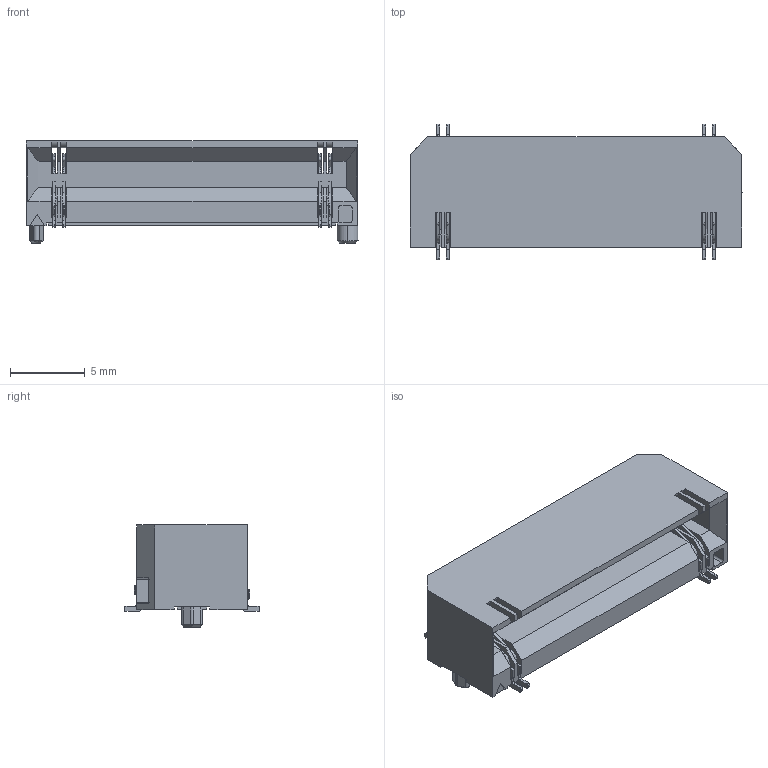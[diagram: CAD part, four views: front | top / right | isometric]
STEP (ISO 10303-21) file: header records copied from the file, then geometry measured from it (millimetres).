
FILE_DESCRIPTION((''),'2;1');
FILE_NAME('SAMTEC_MEC6-130-02-L-D-RA1.stp','2015-06-18T13:51:51',(''),(''),'Mechanical Desktop 2011','Mechanical Desktop 2011',', , ');
FILE_SCHEMA(('AUTOMOTIVE_DESIGN { 1 2 10303 214 1 1 1 1 }'));
Length unit declared in the file: millimetre
Products named in the file (1): Product
Bounding box: 22.22 x 9.1 x 6.83 mm (x, y, z)
Volume: 632.7 mm3; surface area: 1189.5 mm2
Topology: 9 solids, 9 shells, 473 faces, 1385 edges, 917 vertices
Faces by surface type: plane 329, cylinder 138, cone 6
Entity records: 15710 total; most frequent: CARTESIAN_POINT 2776, ORIENTED_EDGE 2770, DIRECTION 2640, EDGE_CURVE 1385, VECTOR 1078, LINE 1078, VERTEX_POINT 917, AXIS2_PLACEMENT_3D 781
